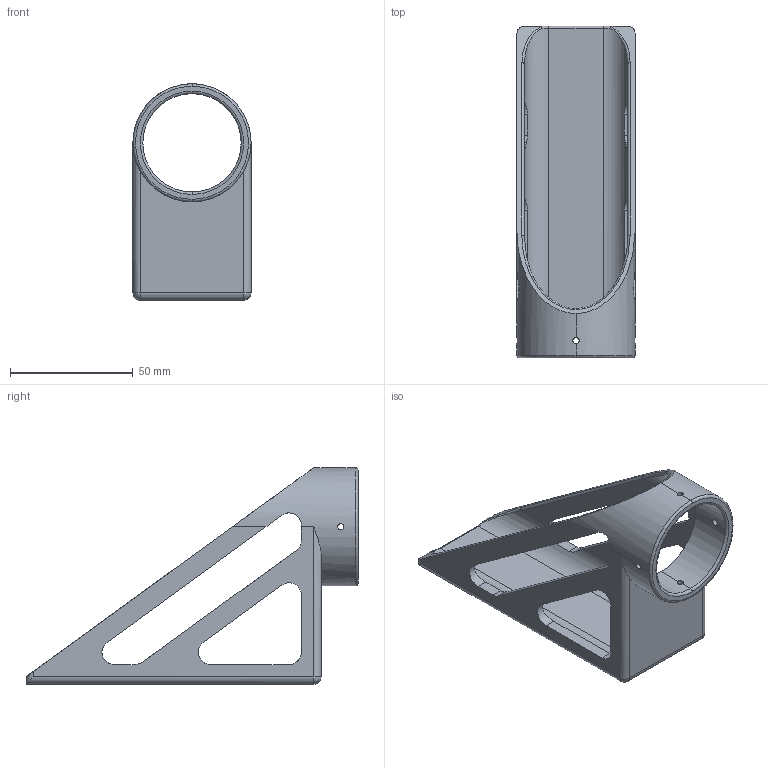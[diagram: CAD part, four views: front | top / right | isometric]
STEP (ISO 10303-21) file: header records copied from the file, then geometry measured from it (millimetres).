
FILE_DESCRIPTION (( 'STEP AP203' ), '1' );
FILE_NAME ('忒梪啣2.STEP', '2025-03-01T09:36:59', ( '' ), ( '' ), 'SwSTEP 2.0', 'SolidWorks 2022', '' );
FILE_SCHEMA (( 'CONFIG_CONTROL_DESIGN' ));
Length unit declared in the file: millimetre
Products named in the file (1): 手掌板2
Bounding box: 48 x 135 x 88 mm (x, y, z)
Volume: 51549.3 mm3; surface area: 33786.8 mm2
Topology: 1 solids, 1 shells, 88 faces, 264 edges, 168 vertices
Faces by surface type: cylinder 39, plane 37, torus 6, bspline 4, sphere 2
Entity records: 3726 total; most frequent: CARTESIAN_POINT 1366, ORIENTED_EDGE 524, DIRECTION 430, EDGE_CURVE 262, VERTEX_POINT 168, AXIS2_PLACEMENT_3D 145, VECTOR 140, LINE 140
